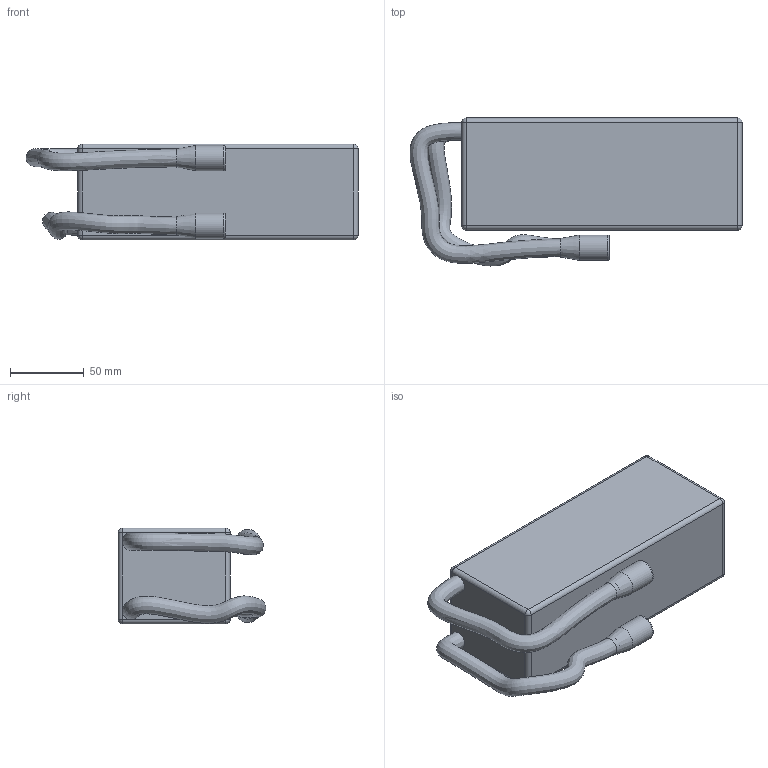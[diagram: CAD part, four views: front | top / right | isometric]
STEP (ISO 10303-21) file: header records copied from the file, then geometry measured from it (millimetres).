
FILE_DESCRIPTION(/* description */ (''),/* implementation_level */ '2;1');
FILE_NAME(/* name */ 'battery_6s_16000mAh.step',/* time_stamp */ '2022-07-29T23:44:26+02:00',/* author */ (''),/* organization */ (''),/* preprocessor_version */ 'ST-DEVELOPER v19',/* originating_system */ 'Autodesk Translation Framework v11.7.0.108',/* authorisation */ '');
FILE_SCHEMA (('AUTOMOTIVE_DESIGN { 1 0 10303 214 3 1 1 }'));
Length unit declared in the file: millimetre
Products named in the file (1): battery_6s_16000mAh
Bounding box: 225.2 x 100.34 x 65 mm (x, y, z)
Volume: 990106.7 mm3; surface area: 80832.1 mm2
Topology: 5 solids, 5 shells, 46 faces, 76 edges, 42 vertices
Faces by surface type: cylinder 16, plane 16, sphere 8, bspline 2, torus 2, cone 2
Full cylindrical faces by diameter (mm): 8 x2, 17.205 x2
Entity records: 2701 total; most frequent: CARTESIAN_POINT 1763, DIRECTION 208, ORIENTED_EDGE 152, AXIS2_PLACEMENT_3D 89, EDGE_CURVE 76, EDGE_LOOP 48, FACE_OUTER_BOUND 46, ADVANCED_FACE 46
